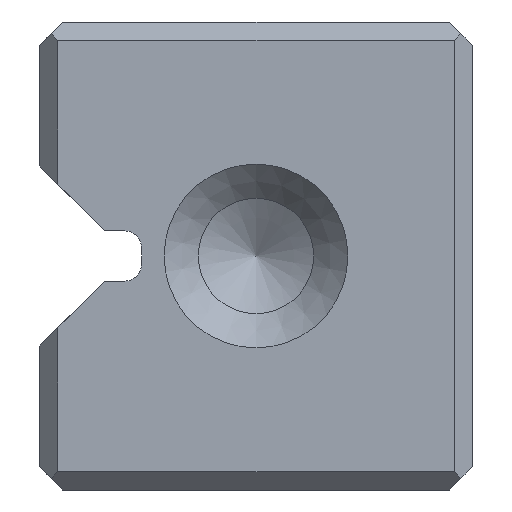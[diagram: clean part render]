
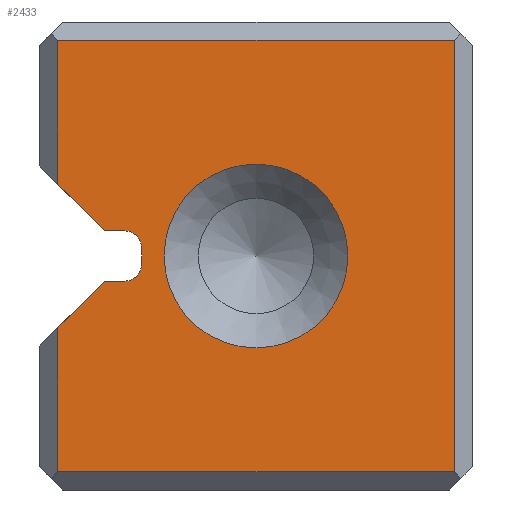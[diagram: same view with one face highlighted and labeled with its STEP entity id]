
A CAD part, left-side view. The second image highlights one B-rep face of the part: STEP entity #2433.
In plain terms, the highlighted planar face has unit normal (-1, 0, 0).
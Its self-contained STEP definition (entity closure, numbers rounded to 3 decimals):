
#2433=ADVANCED_FACE('',(#3249,#3250),#2776,.T.);
#2776=PLANE('',#8291);
#3008=CIRCLE('',#8288,1.);
#3009=CIRCLE('',#8289,1.);
#3010=CIRCLE('',#8290,5.5);
#3249=FACE_BOUND('',#3355,.T.);
#3250=FACE_BOUND('',#3356,.T.);
#3355=EDGE_LOOP('',(#3969,#3970,#3971,#3972,#3973,#3974,#3975,#3976,#3977,
#3978,#3979,#3980));
#3356=EDGE_LOOP('',(#3981));
#3969=ORIENTED_EDGE('',*,*,#6317,.T.);
#3970=ORIENTED_EDGE('',*,*,#6318,.T.);
#3971=ORIENTED_EDGE('',*,*,#6319,.T.);
#3972=ORIENTED_EDGE('',*,*,#6320,.T.);
#3973=ORIENTED_EDGE('',*,*,#6321,.T.);
#3974=ORIENTED_EDGE('',*,*,#6322,.T.);
#3975=ORIENTED_EDGE('',*,*,#6323,.T.);
#3976=ORIENTED_EDGE('',*,*,#6324,.F.);
#3977=ORIENTED_EDGE('',*,*,#6325,.T.);
#3978=ORIENTED_EDGE('',*,*,#6326,.F.);
#3979=ORIENTED_EDGE('',*,*,#6327,.T.);
#3980=ORIENTED_EDGE('',*,*,#6328,.F.);
#3981=ORIENTED_EDGE('',*,*,#6329,.F.);
#5721=VERTEX_POINT('',#10517);
#5722=VERTEX_POINT('',#10518);
#5723=VERTEX_POINT('',#10520);
#5724=VERTEX_POINT('',#10522);
#5725=VERTEX_POINT('',#10524);
#5726=VERTEX_POINT('',#10526);
#5727=VERTEX_POINT('',#10528);
#5728=VERTEX_POINT('',#10530);
#5729=VERTEX_POINT('',#10532);
#5730=VERTEX_POINT('',#10534);
#5731=VERTEX_POINT('',#10536);
#5732=VERTEX_POINT('',#10538);
#5733=VERTEX_POINT('',#10541);
#6317=EDGE_CURVE('',#5721,#5722,#7113,.T.);
#6318=EDGE_CURVE('',#5722,#5723,#7114,.T.);
#6319=EDGE_CURVE('',#5723,#5724,#7115,.T.);
#6320=EDGE_CURVE('',#5724,#5725,#7116,.T.);
#6321=EDGE_CURVE('',#5725,#5726,#7117,.T.);
#6322=EDGE_CURVE('',#5726,#5727,#7118,.T.);
#6323=EDGE_CURVE('',#5727,#5728,#7119,.T.);
#6324=EDGE_CURVE('',#5729,#5728,#7120,.T.);
#6325=EDGE_CURVE('',#5729,#5730,#3008,.T.);
#6326=EDGE_CURVE('',#5731,#5730,#7121,.T.);
#6327=EDGE_CURVE('',#5731,#5732,#3009,.T.);
#6328=EDGE_CURVE('',#5721,#5732,#7122,.T.);
#6329=EDGE_CURVE('',#5733,#5733,#3010,.T.);
#7113=LINE('',#10516,#7775);
#7114=LINE('',#10519,#7776);
#7115=LINE('',#10521,#7777);
#7116=LINE('',#10523,#7778);
#7117=LINE('',#10525,#7779);
#7118=LINE('',#10527,#7780);
#7119=LINE('',#10529,#7781);
#7120=LINE('',#10531,#7782);
#7121=LINE('',#10535,#7783);
#7122=LINE('',#10539,#7784);
#7775=VECTOR('',#8737,1.);
#7776=VECTOR('',#8738,1.);
#7777=VECTOR('',#8739,1.);
#7778=VECTOR('',#8740,1.);
#7779=VECTOR('',#8741,1.);
#7780=VECTOR('',#8742,1.);
#7781=VECTOR('',#8743,1.);
#7782=VECTOR('',#8744,1.);
#7783=VECTOR('',#8747,1.);
#7784=VECTOR('',#8750,1.);
#8288=AXIS2_PLACEMENT_3D('',#10533,#8745,#8746);
#8289=AXIS2_PLACEMENT_3D('',#10537,#8748,#8749);
#8290=AXIS2_PLACEMENT_3D('',#10540,#8751,#8752);
#8291=AXIS2_PLACEMENT_3D('',#10542,#8753,#8754);
#8737=DIRECTION('',(0.,0.707,-0.707));
#8738=DIRECTION('',(0.,0.,-1.));
#8739=DIRECTION('',(0.,-1.,0.));
#8740=DIRECTION('',(0.,0.,1.));
#8741=DIRECTION('',(0.,1.,0.));
#8742=DIRECTION('',(0.,0.,-1.));
#8743=DIRECTION('',(0.,-0.707,-0.707));
#8744=DIRECTION('',(0.,1.,0.));
#8745=DIRECTION('',(1.,0.,0.));
#8746=DIRECTION('',(0.,0.,1.));
#8747=DIRECTION('',(0.,0.,1.));
#8748=DIRECTION('',(1.,0.,0.));
#8749=DIRECTION('',(0.,0.,1.));
#8750=DIRECTION('',(0.,-1.,0.));
#8751=DIRECTION('',(-1.,0.,0.));
#8752=DIRECTION('',(0.,0.,1.));
#8753=DIRECTION('',(-1.,0.,0.));
#8754=DIRECTION('',(0.,1.,0.));
#10516=CARTESIAN_POINT('',(-200.,22.662,11.862));
#10517=CARTESIAN_POINT('',(-200.,34.42,0.105));
#10518=CARTESIAN_POINT('',(-200.,37.205,-2.68));
#10519=CARTESIAN_POINT('',(-200.,37.205,1.605));
#10520=CARTESIAN_POINT('',(-200.,37.205,-11.295));
#10521=CARTESIAN_POINT('',(-200.,12.405,-11.295));
#10522=CARTESIAN_POINT('',(-200.,13.505,-11.295));
#10523=CARTESIAN_POINT('',(-200.,13.505,1.605));
#10524=CARTESIAN_POINT('',(-200.,13.505,14.505));
#10525=CARTESIAN_POINT('',(-200.,12.405,14.505));
#10526=CARTESIAN_POINT('',(-200.,37.205,14.505));
#10527=CARTESIAN_POINT('',(-200.,37.205,1.605));
#10528=CARTESIAN_POINT('',(-200.,37.205,5.89));
#10529=CARTESIAN_POINT('',(-200.,22.662,-8.652));
#10530=CARTESIAN_POINT('',(-200.,34.42,3.105));
#10531=CARTESIAN_POINT('',(-200.,12.405,3.105));
#10532=CARTESIAN_POINT('',(-200.,33.205,3.105));
#10533=CARTESIAN_POINT('',(-200.,33.205,2.105));
#10534=CARTESIAN_POINT('',(-200.,32.205,2.105));
#10535=CARTESIAN_POINT('',(-200.,32.205,1.605));
#10536=CARTESIAN_POINT('',(-200.,32.205,1.105));
#10537=CARTESIAN_POINT('',(-200.,33.205,1.105));
#10538=CARTESIAN_POINT('',(-200.,33.205,0.105));
#10539=CARTESIAN_POINT('',(-200.,12.405,0.105));
#10540=CARTESIAN_POINT('',(-200.,25.355,1.605));
#10541=CARTESIAN_POINT('',(-200.,25.355,7.105));
#10542=CARTESIAN_POINT('',(-200.,12.405,1.605));
